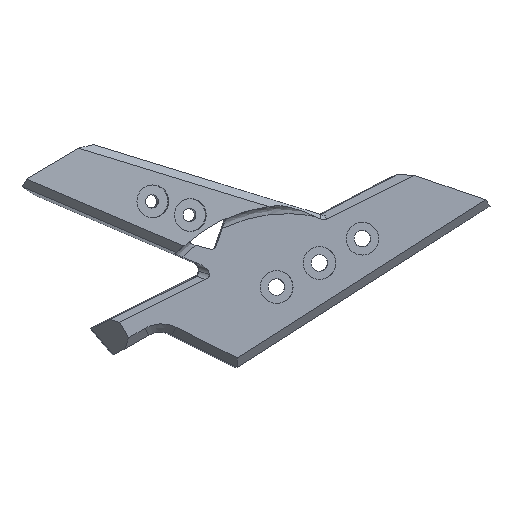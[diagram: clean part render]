
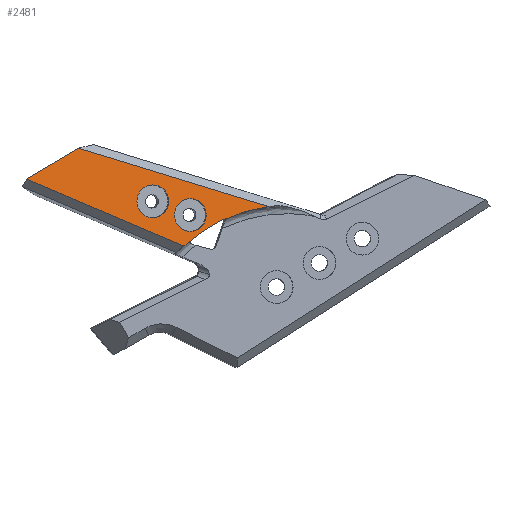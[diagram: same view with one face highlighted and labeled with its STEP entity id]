
A CAD part, top view. The second image highlights one B-rep face of the part: STEP entity #2481.
In plain terms, the highlighted planar face has unit normal (0.256, 0, 0.967).
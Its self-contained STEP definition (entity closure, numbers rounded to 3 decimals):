
#28 = EDGE_CURVE ( 'NONE', #1411, #3527, #1005, .T. ) ;
#108 = CARTESIAN_POINT ( 'NONE',  ( -846.253, 581.514, -84.562 ) ) ;
#118 = EDGE_CURVE ( 'NONE', #3592, #2502, #3806, .T. ) ;
#133 = EDGE_CURVE ( 'NONE', #3507, #1868, #1856, .T. ) ;
#142 = DIRECTION ( 'NONE',  ( -0.967, 0., 0.256 ) ) ;
#145 = DIRECTION ( 'NONE',  ( 0.256, 0., 0.967 ) ) ;
#159 = CARTESIAN_POINT ( 'NONE',  ( -836.586, 581.514, -87.121 ) ) ;
#240 = CIRCLE ( 'NONE', #3494, 10. ) ;
#276 = AXIS2_PLACEMENT_3D ( 'NONE', #3960, #3934, #3928 ) ;
#437 = VECTOR ( 'NONE', #2119, 1000. ) ;
#447 = LINE ( 'NONE', #2134, #437 ) ;
#623 = AXIS2_PLACEMENT_3D ( 'NONE', #912, #905, #877 ) ;
#795 = DIRECTION ( 'NONE',  ( -0.927, 0.284, 0.245 ) ) ;
#877 = DIRECTION ( 'NONE',  ( -0.967, 0., 0.256 ) ) ;
#905 = DIRECTION ( 'NONE',  ( -0.256, 0., -0.967 ) ) ;
#912 = CARTESIAN_POINT ( 'NONE',  ( -803.895, 541.773, -95.777 ) ) ;
#942 = ORIENTED_EDGE ( 'NONE', *, *, #2653, .F. ) ;
#1005 = CIRCLE ( 'NONE', #3662, 10. ) ;
#1006 = CIRCLE ( 'NONE', #276, 10. ) ;
#1034 = CARTESIAN_POINT ( 'NONE',  ( -788.82, 586.701, -99.769 ) ) ;
#1066 = VECTOR ( 'NONE', #795, 1000. ) ;
#1074 = LINE ( 'NONE', #1034, #1066 ) ;
#1117 = VECTOR ( 'NONE', #1495, 1000. ) ;
#1130 = LINE ( 'NONE', #1409, #1117 ) ;
#1164 = ORIENTED_EDGE ( 'NONE', *, *, #133, .F. ) ;
#1170 = DIRECTION ( 'NONE',  ( -0.967, 0., 0.256 ) ) ;
#1193 = ORIENTED_EDGE ( 'NONE', *, *, #28, .F. ) ;
#1199 = ORIENTED_EDGE ( 'NONE', *, *, #3543, .F. ) ;
#1205 = DIRECTION ( 'NONE',  ( 0.256, 0., 0.967 ) ) ;
#1224 = ORIENTED_EDGE ( 'NONE', *, *, #2117, .F. ) ;
#1235 = CARTESIAN_POINT ( 'NONE',  ( -836.586, 581.514, -87.121 ) ) ;
#1304 = PLANE ( 'NONE',  #623 ) ;
#1409 = CARTESIAN_POINT ( 'NONE',  ( -840.433, 562.728, -86.103 ) ) ;
#1411 = VERTEX_POINT ( 'NONE', #4036 ) ;
#1439 = EDGE_LOOP ( 'NONE', ( #1639, #1642, #942, #1702 ) ) ;
#1483 = CARTESIAN_POINT ( 'NONE',  ( -826.919, 581.514, -89.681 ) ) ;
#1495 = DIRECTION ( 'NONE',  ( -0.894, 0.38, 0.237 ) ) ;
#1519 = FACE_BOUND ( 'NONE', #2830, .T. ) ;
#1526 = FACE_OUTER_BOUND ( 'NONE', #1439, .T. ) ;
#1537 = FACE_BOUND ( 'NONE', #3865, .T. ) ;
#1639 = ORIENTED_EDGE ( 'NONE', *, *, #3180, .T. ) ;
#1642 = ORIENTED_EDGE ( 'NONE', *, *, #1644, .T. ) ;
#1644 = EDGE_CURVE ( 'NONE', #3596, #3562, #447, .T. ) ;
#1702 = ORIENTED_EDGE ( 'NONE', *, *, #118, .F. ) ;
#1856 = CIRCLE ( 'NONE', #3721, 10. ) ;
#1868 = VERTEX_POINT ( 'NONE', #1483 ) ;
#2117 = EDGE_CURVE ( 'NONE', #1868, #3507, #240, .T. ) ;
#2119 = DIRECTION ( 'NONE',  ( -0.838, -0.498, 0.222 ) ) ;
#2134 = CARTESIAN_POINT ( 'NONE',  ( -904.275, 622.113, -69.198 ) ) ;
#2481 = ADVANCED_FACE ( 'NONE', ( #1526, #1519, #1537 ), #1304, .F. ) ;
#2502 = VERTEX_POINT ( 'NONE', #3545 ) ;
#2653 = EDGE_CURVE ( 'NONE', #2502, #3562, #1130, .T. ) ;
#2803 = CARTESIAN_POINT ( 'NONE',  ( -840.433, 562.728, -86.103 ) ) ;
#2830 = EDGE_LOOP ( 'NONE', ( #1199, #1193 ) ) ;
#2843 = CARTESIAN_POINT ( 'NONE',  ( -788.82, 586.701, -99.769 ) ) ;
#2902 = CARTESIAN_POINT ( 'NONE',  ( -825.971, 576.082, -89.932 ) ) ;
#2940 = CARTESIAN_POINT ( 'NONE',  ( -808.207, 584.332, -94.636 ) ) ;
#3180 = EDGE_CURVE ( 'NONE', #3592, #3596, #1074, .T. ) ;
#3245 = CARTESIAN_POINT ( 'NONE',  ( -869.045, 589.828, -78.527 ) ) ;
#3494 = AXIS2_PLACEMENT_3D ( 'NONE', #159, #145, #142 ) ;
#3507 = VERTEX_POINT ( 'NONE', #108 ) ;
#3527 = VERTEX_POINT ( 'NONE', #3245 ) ;
#3543 = EDGE_CURVE ( 'NONE', #3527, #1411, #1006, .T. ) ;
#3545 = CARTESIAN_POINT ( 'NONE',  ( -840.433, 562.728, -86.103 ) ) ;
#3562 = VERTEX_POINT ( 'NONE', #3893 ) ;
#3592 = VERTEX_POINT ( 'NONE', #3775 ) ;
#3596 = VERTEX_POINT ( 'NONE', #3839 ) ;
#3662 = AXIS2_PLACEMENT_3D ( 'NONE', #4053, #4047, #4010 ) ;
#3721 = AXIS2_PLACEMENT_3D ( 'NONE', #1235, #1205, #1170 ) ;
#3775 = CARTESIAN_POINT ( 'NONE',  ( -788.82, 586.701, -99.769 ) ) ;
#3806 =( BOUNDED_CURVE ( )  B_SPLINE_CURVE ( 3, ( #2843, #2940, #2902, #2803 ),
 .UNSPECIFIED., .F., .T. ) 
 B_SPLINE_CURVE_WITH_KNOTS ( ( 4, 4 ),
 ( 1.69, 2.307 ),
 .UNSPECIFIED. ) 
 CURVE ( )  GEOMETRIC_REPRESENTATION_ITEM ( )  RATIONAL_B_SPLINE_CURVE ( ( 1., 0.969, 0.969, 1. ) ) 
 REPRESENTATION_ITEM ( '' )  );
#3839 = CARTESIAN_POINT ( 'NONE',  ( -904.275, 622.113, -69.198 ) ) ;
#3865 = EDGE_LOOP ( 'NONE', ( #1164, #1224 ) ) ;
#3893 = CARTESIAN_POINT ( 'NONE',  ( -935.889, 603.348, -60.827 ) ) ;
#3928 = DIRECTION ( 'NONE',  ( -0.967, 0., 0.256 ) ) ;
#3934 = DIRECTION ( 'NONE',  ( 0.256, 0., 0.967 ) ) ;
#3960 = CARTESIAN_POINT ( 'NONE',  ( -859.378, 589.828, -81.086 ) ) ;
#4010 = DIRECTION ( 'NONE',  ( -0.967, 0., 0.256 ) ) ;
#4036 = CARTESIAN_POINT ( 'NONE',  ( -849.711, 589.828, -83.646 ) ) ;
#4047 = DIRECTION ( 'NONE',  ( 0.256, 0., 0.967 ) ) ;
#4053 = CARTESIAN_POINT ( 'NONE',  ( -859.378, 589.828, -81.086 ) ) ;
